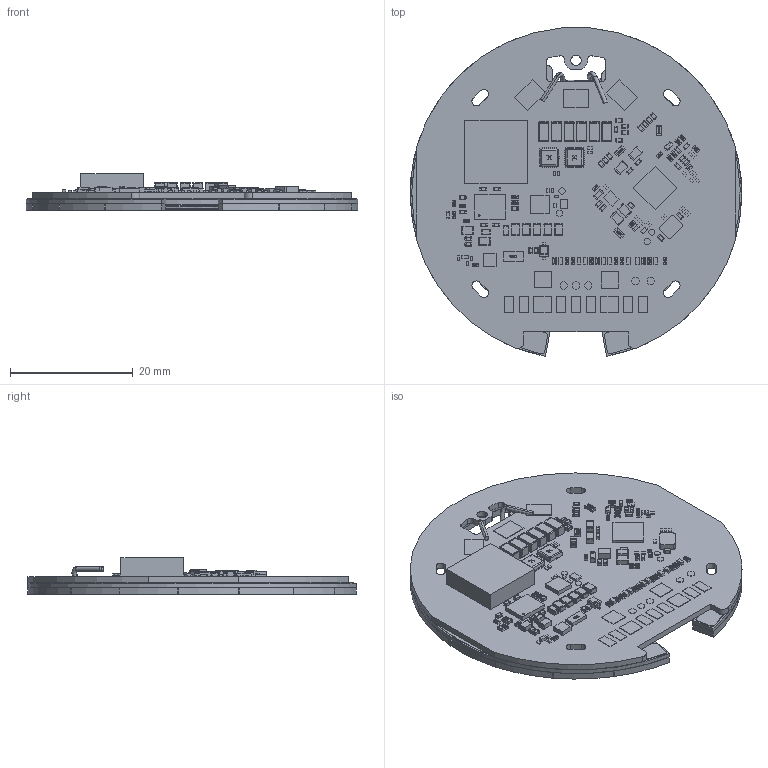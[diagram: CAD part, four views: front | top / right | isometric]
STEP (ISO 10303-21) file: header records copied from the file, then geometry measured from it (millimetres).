
FILE_DESCRIPTION((''),'2;1');
FILE_NAME('01-NU329-9N_ALL_ASM','2025-08-22T',('GANZIQUAN'),(''),'PRO/ENGINEER BY PARAMETRIC TECHNOLOGY CORPORATION, 2015240','PRO/ENGINEER BY PARAMETRIC TECHNOLOGY CORPORATION, 2015240','');
FILE_SCHEMA(('AUTOMOTIVE_DESIGN_CC2 { 1 2 10303 214 -1 1 5 2 }'));
Products named in the file (19): 06-NU329_PCBA_250605; 06-NU329-PCBA_ASM; DC-SHIELD_46X54-0_7-C_5; MAGNET-46X54X1_10MM_7; MAGNET-46X54_C_AHD_2; MAGNET-46X54_C_AHD-MODULE_ASM_2_ASM; MAGNET-46X54X1_1-0_7-16P_M_ASM__ASM; NU328_FERRITE-P1; NU328_FERRITE-P2-AHD; NU328_FERRITE-P2; NU328_FERRITE-P-M-B_ASM; NU328_COIL-65P_PL; NU328_COIL-LINE-WLDING; NU328_COIL-65P_PL_ASM; FERRITE_CONDUCTIVE-CLOTH; PET-AHD_0_05T; NU328_AHD-MOD-0_15T_ASM; NU328_MPP-COIL-MODULE_ASM; 01-NU329-9N_ALL_ASM
Assembly tree (33 placements, depth 4):
  01-NU329-9N_ALL_ASM
    06-NU329-PCBA_ASM
      06-NU329_PCBA_250605
    MAGNET-46X54X1_1-0_7-16P_M_ASM__ASM
      DC-SHIELD_46X54-0_7-C_5
      MAGNET-46X54X1_10MM_7  x16
      MAGNET-46X54_C_AHD-MODULE_ASM_2_ASM
        MAGNET-46X54_C_AHD_2
    NU328_MPP-COIL-MODULE_ASM
      NU328_FERRITE-P-M-B_ASM
        NU328_FERRITE-P1
        NU328_FERRITE-P2-AHD
        NU328_FERRITE-P2
      NU328_COIL-65P_PL_ASM
        NU328_COIL-65P_PL
        NU328_COIL-LINE-WLDING
      NU328_AHD-MOD-0_15T_ASM
        FERRITE_CONDUCTIVE-CLOTH
        PET-AHD_0_05T
Bounding box: 54 x 53.53 x 6 mm (x, y, z)
Volume: 5660 mm3; surface area: 21524.5 mm2
Topology: 45 solids, 45 shells, 9495 faces, 25475 edges, 16461 vertices
Faces by surface type: plane 7200, cylinder 1314, extrusion 489, bspline 488, sphere 4
Entity records: 345674 total; most frequent: CARTESIAN_POINT 97254, ORIENTED_EDGE 46974, DIRECTION 40182, EDGE_CURVE 23487, VECTOR 20786, LINE 20717, VERTEX_POINT 15141, AXIS2_PLACEMENT_3D 9698
